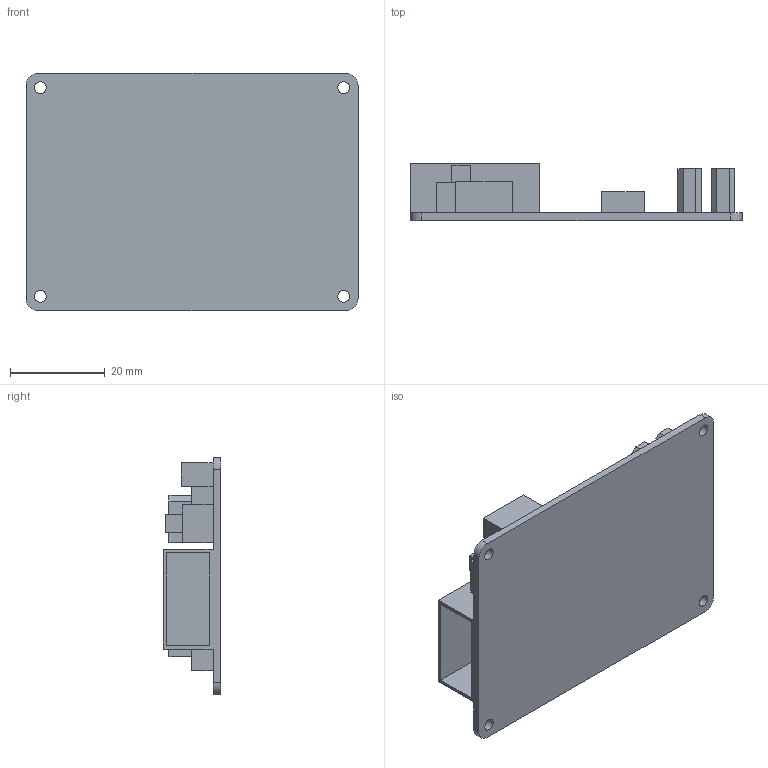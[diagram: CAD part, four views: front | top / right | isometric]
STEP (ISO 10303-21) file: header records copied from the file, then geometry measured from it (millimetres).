
FILE_DESCRIPTION(/* description */ (''),/* implementation_level */ '2;1');
FILE_NAME(/* name */ '20240827-mjpower-ss-r2.step',/* time_stamp */ '2024-08-27T13:08:38-04:00',/* author */ (''),/* organization */ (''),/* preprocessor_version */ 'ST-DEVELOPER v20',/* originating_system */ 'Autodesk Translation Framework v13.14.0.145',/* authorisation */ '');
FILE_SCHEMA (('AUTOMOTIVE_DESIGN { 1 0 10303 214 3 1 1 }'));
Length unit declared in the file: millimetre
Products named in the file (1): mjpower-ss
Bounding box: 70 x 12.1 x 50 mm (x, y, z)
Volume: 11921 mm3; surface area: 12556.3 mm2
Topology: 1 solids, 1 shells, 95 faces, 240 edges, 160 vertices
Faces by surface type: plane 87, cylinder 8
Full cylindrical faces by diameter (mm): 2.5 x4
Entity records: 2859 total; most frequent: CARTESIAN_POINT 496, ORIENTED_EDGE 480, DIRECTION 448, EDGE_CURVE 240, LINE 224, VECTOR 224, VERTEX_POINT 160, EDGE_LOOP 116
